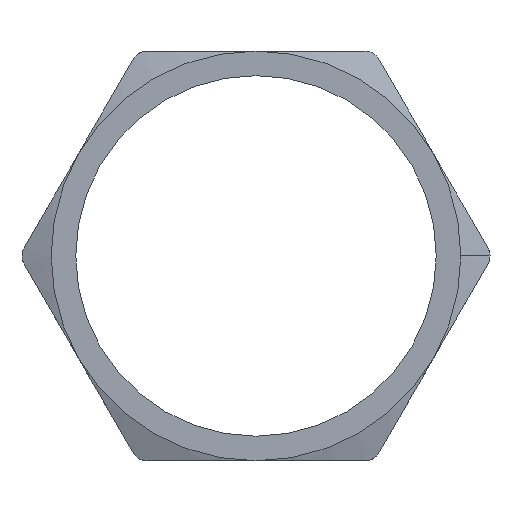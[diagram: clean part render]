
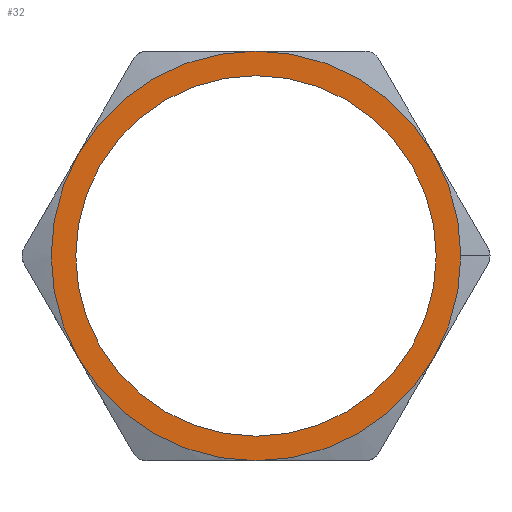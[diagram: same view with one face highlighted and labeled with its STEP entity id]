
A CAD part, top view. The second image highlights one B-rep face of the part: STEP entity #32.
In plain terms, the highlighted planar face has unit normal (0, 0, 1).
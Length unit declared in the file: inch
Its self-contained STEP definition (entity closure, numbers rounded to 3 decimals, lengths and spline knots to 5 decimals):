
#28 = EDGE_LOOP ( 'NONE', ( #71, #84 ) ) ;
#32 = ADVANCED_FACE ( 'NONE', ( #585, #584 ), #581, .F. ) ;
#64 = ORIENTED_EDGE ( 'NONE', *, *, #67, .T. ) ;
#67 = EDGE_CURVE ( 'NONE', #380, #254, #677, .T. ) ;
#68 = EDGE_CURVE ( 'NONE', #385, #380, #673, .T. ) ;
#71 = ORIENTED_EDGE ( 'NONE', *, *, #73, .T. ) ;
#73 = EDGE_CURVE ( 'NONE', #2694, #2704, #667, .T. ) ;
#75 = EDGE_LOOP ( 'NONE', ( #83, #64, #99, #159, #158, #152, #166 ) ) ;
#83 = ORIENTED_EDGE ( 'NONE', *, *, #68, .T. ) ;
#84 = ORIENTED_EDGE ( 'NONE', *, *, #2659, .T. ) ;
#98 = EDGE_CURVE ( 'NONE', #254, #383, #702, .T. ) ;
#99 = ORIENTED_EDGE ( 'NONE', *, *, #98, .T. ) ;
#152 = ORIENTED_EDGE ( 'NONE', *, *, #336, .T. ) ;
#155 = EDGE_CURVE ( 'NONE', #431, #325, #825, .T. ) ;
#158 = ORIENTED_EDGE ( 'NONE', *, *, #155, .T. ) ;
#159 = ORIENTED_EDGE ( 'NONE', *, *, #162, .T. ) ;
#162 = EDGE_CURVE ( 'NONE', #383, #431, #808, .T. ) ;
#166 = ORIENTED_EDGE ( 'NONE', *, *, #168, .T. ) ;
#168 = EDGE_CURVE ( 'NONE', #1620, #385, #859, .T. ) ;
#254 = VERTEX_POINT ( 'NONE', #995 ) ;
#325 = VERTEX_POINT ( 'NONE', #1100 ) ;
#336 = EDGE_CURVE ( 'NONE', #325, #1620, #1150, .T. ) ;
#380 = VERTEX_POINT ( 'NONE', #1227 ) ;
#383 = VERTEX_POINT ( 'NONE', #1226 ) ;
#385 = VERTEX_POINT ( 'NONE', #1218 ) ;
#431 = VERTEX_POINT ( 'NONE', #1315 ) ;
#577 = DIRECTION ( 'NONE',  ( -1., 0., 0. ) ) ;
#578 = DIRECTION ( 'NONE',  ( 0., 0., -1. ) ) ;
#579 = CARTESIAN_POINT ( 'NONE',  ( 0., 0.75, 0.14 ) ) ;
#580 = AXIS2_PLACEMENT_3D ( 'NONE', #579, #578, #577 ) ;
#581 = PLANE ( 'NONE',  #580 ) ;
#584 = FACE_OUTER_BOUND ( 'NONE', #75, .T. ) ;
#585 = FACE_BOUND ( 'NONE', #28, .T. ) ;
#663 = DIRECTION ( 'NONE',  ( -1., 0., 0. ) ) ;
#664 = DIRECTION ( 'NONE',  ( 0., 0., -1. ) ) ;
#665 = CARTESIAN_POINT ( 'NONE',  ( 0., 0., 0.14 ) ) ;
#666 = AXIS2_PLACEMENT_3D ( 'NONE', #665, #664, #663 ) ;
#667 = CIRCLE ( 'NONE', #666, 0.33 ) ;
#668 = DIRECTION ( 'NONE',  ( 1., 0., 0. ) ) ;
#669 = DIRECTION ( 'NONE',  ( 0., 0., 1. ) ) ;
#671 = CARTESIAN_POINT ( 'NONE',  ( 0., 0., 0.14 ) ) ;
#672 = AXIS2_PLACEMENT_3D ( 'NONE', #671, #669, #668 ) ;
#673 = CIRCLE ( 'NONE', #672, 0.375 ) ;
#674 = DIRECTION ( 'NONE',  ( 1., 0., 0. ) ) ;
#675 = DIRECTION ( 'NONE',  ( 0., 0., 1. ) ) ;
#676 = AXIS2_PLACEMENT_3D ( 'NONE', #681, #675, #674 ) ;
#677 = CIRCLE ( 'NONE', #676, 0.375 ) ;
#681 = CARTESIAN_POINT ( 'NONE',  ( 0., 0., 0.14 ) ) ;
#699 = DIRECTION ( 'NONE',  ( 1., 0., 0. ) ) ;
#700 = DIRECTION ( 'NONE',  ( 0., 0., 1. ) ) ;
#701 = AXIS2_PLACEMENT_3D ( 'NONE', #706, #700, #699 ) ;
#702 = CIRCLE ( 'NONE', #701, 0.375 ) ;
#706 = CARTESIAN_POINT ( 'NONE',  ( 0., 0., 0.14 ) ) ;
#808 = CIRCLE ( 'NONE', #863, 0.375 ) ;
#822 = DIRECTION ( 'NONE',  ( 1., 0., 0. ) ) ;
#823 = DIRECTION ( 'NONE',  ( 0., 0., 1. ) ) ;
#824 = AXIS2_PLACEMENT_3D ( 'NONE', #830, #823, #822 ) ;
#825 = CIRCLE ( 'NONE', #824, 0.375 ) ;
#830 = CARTESIAN_POINT ( 'NONE',  ( 0., 0., 0.14 ) ) ;
#856 = DIRECTION ( 'NONE',  ( 1., 0., 0. ) ) ;
#857 = DIRECTION ( 'NONE',  ( 0., 0., 1. ) ) ;
#858 = AXIS2_PLACEMENT_3D ( 'NONE', #864, #857, #856 ) ;
#859 = CIRCLE ( 'NONE', #858, 0.375 ) ;
#860 = DIRECTION ( 'NONE',  ( 1., 0., 0. ) ) ;
#861 = DIRECTION ( 'NONE',  ( 0., 0., 1. ) ) ;
#862 = CARTESIAN_POINT ( 'NONE',  ( 0., 0., 0.14 ) ) ;
#863 = AXIS2_PLACEMENT_3D ( 'NONE', #862, #861, #860 ) ;
#864 = CARTESIAN_POINT ( 'NONE',  ( 0., 0., 0.14 ) ) ;
#995 = CARTESIAN_POINT ( 'NONE',  ( -0.32476, -0.1875, 0.14 ) ) ;
#1100 = CARTESIAN_POINT ( 'NONE',  ( 0.375, 0., 0.14 ) ) ;
#1146 = DIRECTION ( 'NONE',  ( 1., 0., 0. ) ) ;
#1147 = DIRECTION ( 'NONE',  ( 0., 0., 1. ) ) ;
#1148 = CARTESIAN_POINT ( 'NONE',  ( 0., 0., 0.14 ) ) ;
#1149 = AXIS2_PLACEMENT_3D ( 'NONE', #1148, #1147, #1146 ) ;
#1150 = CIRCLE ( 'NONE', #1149, 0.375 ) ;
#1218 = CARTESIAN_POINT ( 'NONE',  ( 0., 0.375, 0.14 ) ) ;
#1226 = CARTESIAN_POINT ( 'NONE',  ( 0., -0.375, 0.14 ) ) ;
#1227 = CARTESIAN_POINT ( 'NONE',  ( -0.32476, 0.1875, 0.14 ) ) ;
#1315 = CARTESIAN_POINT ( 'NONE',  ( 0.32476, -0.1875, 0.14 ) ) ;
#1537 = CARTESIAN_POINT ( 'NONE',  ( 0.32476, 0.1875, 0.14 ) ) ;
#1620 = VERTEX_POINT ( 'NONE', #1537 ) ;
#2140 = DIRECTION ( 'NONE',  ( -1., 0., 0. ) ) ;
#2141 = DIRECTION ( 'NONE',  ( 0., 0., -1. ) ) ;
#2142 = CARTESIAN_POINT ( 'NONE',  ( 0., 0., 0.14 ) ) ;
#2143 = AXIS2_PLACEMENT_3D ( 'NONE', #2142, #2141, #2140 ) ;
#2144 = CIRCLE ( 'NONE', #2143, 0.33 ) ;
#2206 = CARTESIAN_POINT ( 'NONE',  ( -0.33, 0., 0.14 ) ) ;
#2252 = CARTESIAN_POINT ( 'NONE',  ( 0.33, 0., 0.14 ) ) ;
#2659 = EDGE_CURVE ( 'NONE', #2704, #2694, #2144, .T. ) ;
#2694 = VERTEX_POINT ( 'NONE', #2206 ) ;
#2704 = VERTEX_POINT ( 'NONE', #2252 ) ;
